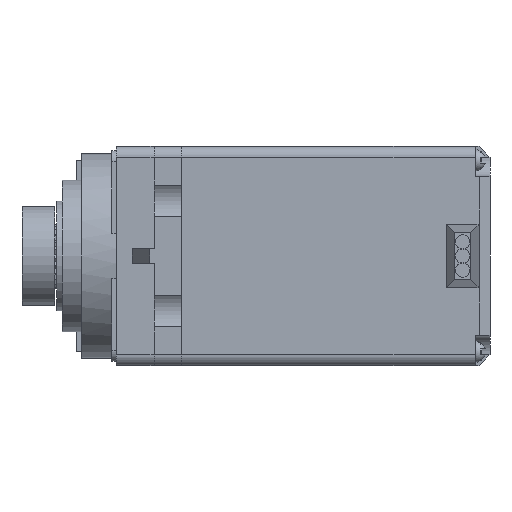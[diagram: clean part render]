
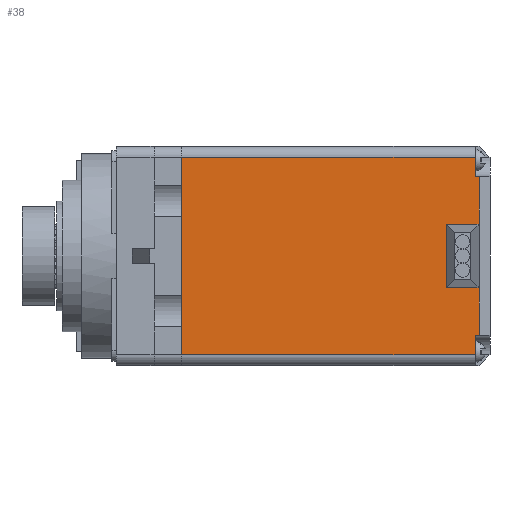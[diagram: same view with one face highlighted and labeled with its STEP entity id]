
A CAD part, left-side view. The second image highlights one B-rep face of the part: STEP entity #38.
In plain terms, the highlighted planar face has unit normal (-1, 0, 0).
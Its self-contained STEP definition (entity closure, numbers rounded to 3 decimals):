
#38 = ADVANCED_FACE ( 'NONE', ( #342 ), #4119, .F. ) ;
#224 = EDGE_CURVE ( 'NONE', #724, #723, #5406, .T. ) ;
#225 = EDGE_CURVE ( 'NONE', #722, #723, #5409, .T. ) ;
#226 = EDGE_CURVE ( 'NONE', #725, #724, #5412, .T. ) ;
#227 = EDGE_CURVE ( 'NONE', #726, #725, #5415, .T. ) ;
#228 = EDGE_CURVE ( 'NONE', #726, #727, #5418, .T. ) ;
#229 = EDGE_CURVE ( 'NONE', #728, #727, #5421, .T. ) ;
#230 = EDGE_CURVE ( 'NONE', #728, #729, #5424, .T. ) ;
#231 = EDGE_CURVE ( 'NONE', #729, #730, #5427, .T. ) ;
#232 = EDGE_CURVE ( 'NONE', #730, #731, #5430, .T. ) ;
#233 = EDGE_CURVE ( 'NONE', #731, #732, #5433, .T. ) ;
#234 = EDGE_CURVE ( 'NONE', #733, #732, #5436, .T. ) ;
#235 = EDGE_CURVE ( 'NONE', #733, #722, #5439, .T. ) ;
#342 = FACE_OUTER_BOUND ( 'NONE', #523, .T. ) ;
#352 = AXIS2_PLACEMENT_3D ( 'NONE', #4120, #4121, #4122 ) ;
#523 = EDGE_LOOP ( 'NONE', ( #1334, #1336, #1335, #1337, #1338, #1339, #1340, #1341, #1342, #1343, #1344, #1345 ) ) ;
#722 = VERTEX_POINT ( 'NONE', #5774 ) ;
#723 = VERTEX_POINT ( 'NONE', #5775 ) ;
#724 = VERTEX_POINT ( 'NONE', #5776 ) ;
#725 = VERTEX_POINT ( 'NONE', #5777 ) ;
#726 = VERTEX_POINT ( 'NONE', #5778 ) ;
#727 = VERTEX_POINT ( 'NONE', #5779 ) ;
#728 = VERTEX_POINT ( 'NONE', #5780 ) ;
#729 = VERTEX_POINT ( 'NONE', #5781 ) ;
#730 = VERTEX_POINT ( 'NONE', #5782 ) ;
#731 = VERTEX_POINT ( 'NONE', #5783 ) ;
#732 = VERTEX_POINT ( 'NONE', #5784 ) ;
#733 = VERTEX_POINT ( 'NONE', #5785 ) ;
#1334 = ORIENTED_EDGE ( 'NONE', *, *, #225, .T. ) ;
#1335 = ORIENTED_EDGE ( 'NONE', *, *, #226, .F. ) ;
#1336 = ORIENTED_EDGE ( 'NONE', *, *, #224, .F. ) ;
#1337 = ORIENTED_EDGE ( 'NONE', *, *, #227, .F. ) ;
#1338 = ORIENTED_EDGE ( 'NONE', *, *, #228, .T. ) ;
#1339 = ORIENTED_EDGE ( 'NONE', *, *, #229, .F. ) ;
#1340 = ORIENTED_EDGE ( 'NONE', *, *, #230, .T. ) ;
#1341 = ORIENTED_EDGE ( 'NONE', *, *, #231, .T. ) ;
#1342 = ORIENTED_EDGE ( 'NONE', *, *, #232, .T. ) ;
#1343 = ORIENTED_EDGE ( 'NONE', *, *, #233, .T. ) ;
#1344 = ORIENTED_EDGE ( 'NONE', *, *, #234, .F. ) ;
#1345 = ORIENTED_EDGE ( 'NONE', *, *, #235, .T. ) ;
#4119 = PLANE ( 'NONE',  #352 ) ;
#4120 = CARTESIAN_POINT ( 'NONE',  ( -20.075, 34.5, 10. ) ) ;
#4121 = DIRECTION ( 'NONE',  ( 1., 0., 0. ) ) ;
#4122 = DIRECTION ( 'NONE',  ( 0., 0., -1. ) ) ;
#4852 = VECTOR ( 'NONE', #5408, 1000. ) ;
#4853 = VECTOR ( 'NONE', #5411, 1000. ) ;
#4854 = VECTOR ( 'NONE', #5414, 1000. ) ;
#4855 = VECTOR ( 'NONE', #5417, 1000. ) ;
#4856 = VECTOR ( 'NONE', #5420, 1000. ) ;
#4857 = VECTOR ( 'NONE', #5423, 1000. ) ;
#4858 = VECTOR ( 'NONE', #5426, 1000. ) ;
#4859 = VECTOR ( 'NONE', #5429, 1000. ) ;
#4860 = VECTOR ( 'NONE', #5432, 1000. ) ;
#4861 = VECTOR ( 'NONE', #5435, 1000. ) ;
#4862 = VECTOR ( 'NONE', #5438, 1000. ) ;
#4863 = VECTOR ( 'NONE', #5441, 1000. ) ;
#5406 = LINE ( 'NONE', #5407, #4852 ) ;
#5407 = CARTESIAN_POINT ( 'NONE',  ( -20.075, 1., -2.9 ) ) ;
#5408 = DIRECTION ( 'NONE',  ( 0., -1., 0. ) ) ;
#5409 = LINE ( 'NONE', #5410, #4853 ) ;
#5410 = CARTESIAN_POINT ( 'NONE',  ( -20.075, 1., 10. ) ) ;
#5411 = DIRECTION ( 'NONE',  ( 0., 0., 1. ) ) ;
#5412 = LINE ( 'NONE', #5413, #4854 ) ;
#5413 = CARTESIAN_POINT ( 'NONE',  ( -20.075, 4., -2.9 ) ) ;
#5414 = DIRECTION ( 'NONE',  ( 0., 0., -1. ) ) ;
#5415 = LINE ( 'NONE', #5416, #4855 ) ;
#5416 = CARTESIAN_POINT ( 'NONE',  ( -20.075, 1., 2.9 ) ) ;
#5417 = DIRECTION ( 'NONE',  ( 0., 1., 0. ) ) ;
#5418 = LINE ( 'NONE', #5419, #4856 ) ;
#5419 = CARTESIAN_POINT ( 'NONE',  ( -20.075, 1., 10. ) ) ;
#5420 = DIRECTION ( 'NONE',  ( 0., 0., 1. ) ) ;
#5421 = LINE ( 'NONE', #5422, #4857 ) ;
#5422 = CARTESIAN_POINT ( 'NONE',  ( -20.075, 1.35, 7.25 ) ) ;
#5423 = DIRECTION ( 'NONE',  ( 0., -1., 0. ) ) ;
#5424 = LINE ( 'NONE', #5425, #4858 ) ;
#5425 = CARTESIAN_POINT ( 'NONE',  ( -20.075, 1.35, 9. ) ) ;
#5426 = DIRECTION ( 'NONE',  ( 0., 0., 1. ) ) ;
#5427 = LINE ( 'NONE', #5428, #4859 ) ;
#5428 = CARTESIAN_POINT ( 'NONE',  ( -20.075, 34.5, 9. ) ) ;
#5429 = DIRECTION ( 'NONE',  ( 0., 1., 0. ) ) ;
#5430 = LINE ( 'NONE', #5431, #4860 ) ;
#5431 = CARTESIAN_POINT ( 'NONE',  ( -20.075, 28.15, 10. ) ) ;
#5432 = DIRECTION ( 'NONE',  ( 0., 0., -1. ) ) ;
#5433 = LINE ( 'NONE', #5434, #4861 ) ;
#5434 = CARTESIAN_POINT ( 'NONE',  ( -20.075, 34.5, -9. ) ) ;
#5435 = DIRECTION ( 'NONE',  ( 0., -1., 0. ) ) ;
#5436 = LINE ( 'NONE', #5437, #4862 ) ;
#5437 = CARTESIAN_POINT ( 'NONE',  ( -20.075, 1.35, -9. ) ) ;
#5438 = DIRECTION ( 'NONE',  ( 0., 0., -1. ) ) ;
#5439 = LINE ( 'NONE', #5440, #4863 ) ;
#5440 = CARTESIAN_POINT ( 'NONE',  ( -20.075, 1.35, -7.25 ) ) ;
#5441 = DIRECTION ( 'NONE',  ( 0., -1., 0. ) ) ;
#5774 = CARTESIAN_POINT ( 'NONE',  ( -20.075, 1., -7.25 ) ) ;
#5775 = CARTESIAN_POINT ( 'NONE',  ( -20.075, 1., -2.9 ) ) ;
#5776 = CARTESIAN_POINT ( 'NONE',  ( -20.075, 4., -2.9 ) ) ;
#5777 = CARTESIAN_POINT ( 'NONE',  ( -20.075, 4., 2.9 ) ) ;
#5778 = CARTESIAN_POINT ( 'NONE',  ( -20.075, 1., 2.9 ) ) ;
#5779 = CARTESIAN_POINT ( 'NONE',  ( -20.075, 1., 7.25 ) ) ;
#5780 = CARTESIAN_POINT ( 'NONE',  ( -20.075, 1.35, 7.25 ) ) ;
#5781 = CARTESIAN_POINT ( 'NONE',  ( -20.075, 1.35, 9. ) ) ;
#5782 = CARTESIAN_POINT ( 'NONE',  ( -20.075, 28.15, 9. ) ) ;
#5783 = CARTESIAN_POINT ( 'NONE',  ( -20.075, 28.15, -9. ) ) ;
#5784 = CARTESIAN_POINT ( 'NONE',  ( -20.075, 1.35, -9. ) ) ;
#5785 = CARTESIAN_POINT ( 'NONE',  ( -20.075, 1.35, -7.25 ) ) ;
